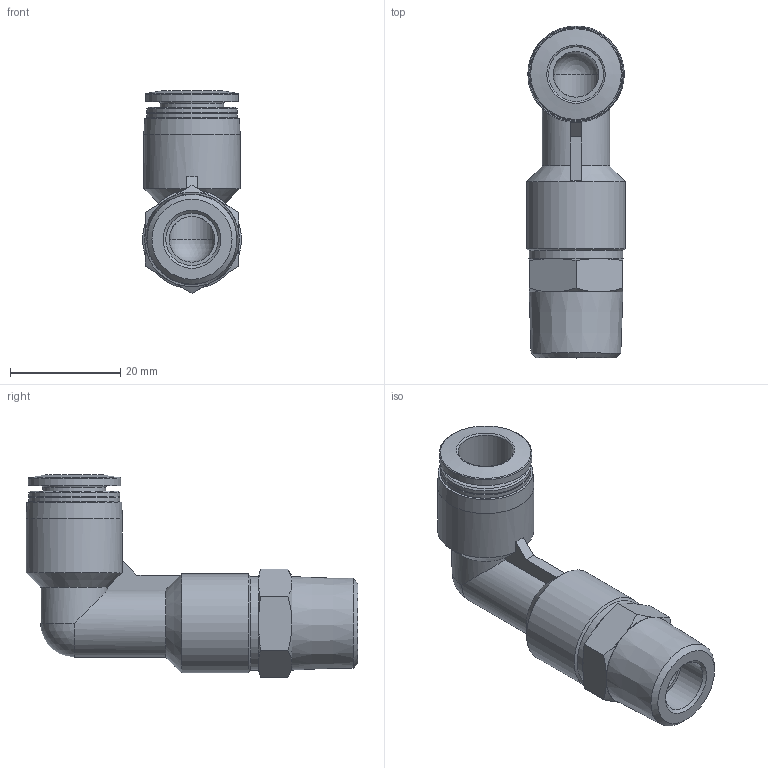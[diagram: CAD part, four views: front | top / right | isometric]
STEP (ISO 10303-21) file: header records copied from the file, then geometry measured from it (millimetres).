
FILE_DESCRIPTION(/* description */ ('STEP AP214'),/* implementation_level */ '2;1');
FILE_NAME(/* name */ '153083_QSLL-3_8-10',/* time_stamp */ '2024-09-12T08:51:46+02:00',/* author */ ('License CC BY-ND 4.0'),/* organization */ ('CADENAS'),/* preprocessor_version */ 'ST-DEVELOPER v19.3',/* originating_system */ 'PARTsolutions',/* authorisation */ ' ');
FILE_SCHEMA (('FEATURE_BASED_PROCESS_PLANNING','TECHNICAL_DATA_PACKAGING','AUTOMOTIVE_DESIGN {1 0 10303 214 3 1 1}'));
Length unit declared in the file: millimetre
Products named in the file (1): 153083 QSLL-3/8-10
Bounding box: 18 x 60.25 x 36.81 mm (x, y, z)
Volume: 10494.8 mm3; surface area: 6699.3 mm2
Topology: 1 solids, 1 shells, 66 faces, 163 edges, 101 vertices
Faces by surface type: plane 29, cone 19, cylinder 13, torus 3, sphere 2
Full cylindrical faces by diameter (mm): 8.3 x2, 9.521 x1, 10 x1, 11.5 x1, 16.5 x2, 16.8 x1, 17 x1, 17.5 x1, 18 x1
Entity records: 2273 total; most frequent: CARTESIAN_POINT 393, DIRECTION 288, ORIENTED_EDGE 258, EDGE_CURVE 129, AXIS2_PLACEMENT_3D 126, EDGE_LOOP 98, FACE_BOUND 98, VERTEX_POINT 95
